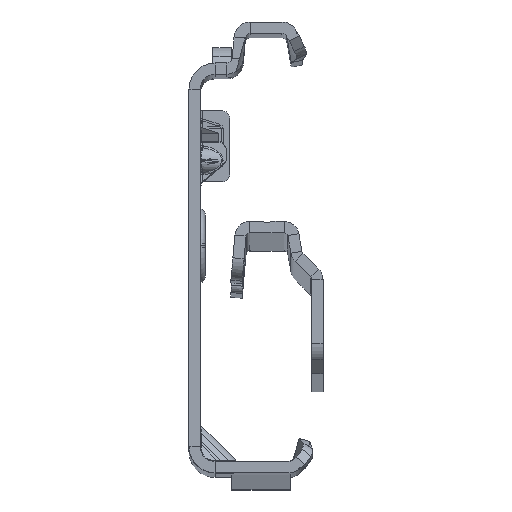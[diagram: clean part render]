
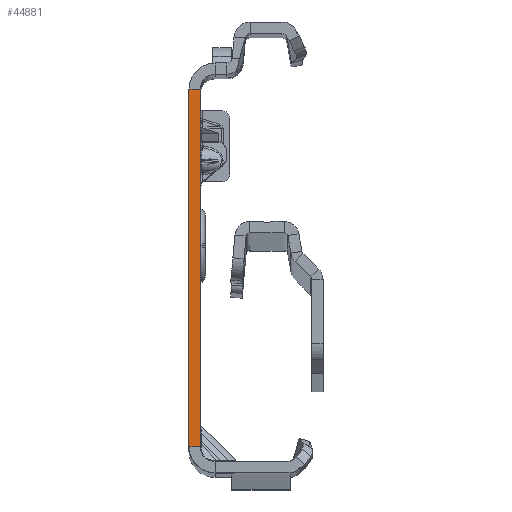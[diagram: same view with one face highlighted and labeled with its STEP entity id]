
A CAD part, top view. The second image highlights one B-rep face of the part: STEP entity #44881.
In plain terms, the highlighted planar face has unit normal (0, 0, 1).
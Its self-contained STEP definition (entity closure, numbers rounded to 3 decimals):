
#4499 = EDGE_CURVE ( 'NONE', #37501, #36378, #24908, .T. ) ;
#4531 = DIRECTION ( 'NONE',  ( -1., 0., 0. ) ) ;
#4991 = DIRECTION ( 'NONE',  ( -1., 0., 0. ) ) ;
#6969 = EDGE_LOOP ( 'NONE', ( #40645, #22006, #47979, #26254 ) ) ;
#12070 = CARTESIAN_POINT ( 'NONE',  ( 0., -25.865, 0. ) ) ;
#15145 = FACE_OUTER_BOUND ( 'NONE', #6969, .T. ) ;
#16224 = CARTESIAN_POINT ( 'NONE',  ( -1.5, 22.135, 0. ) ) ;
#16478 = PLANE ( 'NONE',  #35064 ) ;
#16789 = VECTOR ( 'NONE', #4531, 1000. ) ;
#16818 = CARTESIAN_POINT ( 'NONE',  ( -1.5, -27.865, 0. ) ) ;
#17217 = LINE ( 'NONE', #12070, #16789 ) ;
#21777 = EDGE_CURVE ( 'NONE', #26842, #37501, #33593, .T. ) ;
#22006 = ORIENTED_EDGE ( 'NONE', *, *, #21777, .T. ) ;
#24368 = VECTOR ( 'NONE', #38478, 1000. ) ;
#24531 = LINE ( 'NONE', #53388, #24368 ) ;
#24908 = LINE ( 'NONE', #16818, #42598 ) ;
#25102 = DIRECTION ( 'NONE',  ( 1., 0., 0. ) ) ;
#25242 = VERTEX_POINT ( 'NONE', #28550 ) ;
#25899 = CARTESIAN_POINT ( 'NONE',  ( -1.5, -25.865, 0. ) ) ;
#26254 = ORIENTED_EDGE ( 'NONE', *, *, #42505, .F. ) ;
#26842 = VERTEX_POINT ( 'NONE', #46772 ) ;
#28550 = CARTESIAN_POINT ( 'NONE',  ( 0., -25.865, 0. ) ) ;
#33214 = DIRECTION ( 'NONE',  ( 0., 0., 1. ) ) ;
#33593 = LINE ( 'NONE', #41964, #44283 ) ;
#34313 = DIRECTION ( 'NONE',  ( 0., -1., 0. ) ) ;
#35064 = AXIS2_PLACEMENT_3D ( 'NONE', #42364, #33214, #25102 ) ;
#36378 = VERTEX_POINT ( 'NONE', #25899 ) ;
#37501 = VERTEX_POINT ( 'NONE', #16224 ) ;
#38478 = DIRECTION ( 'NONE',  ( 0., -1., 0. ) ) ;
#39249 = EDGE_CURVE ( 'NONE', #26842, #25242, #24531, .T. ) ;
#40645 = ORIENTED_EDGE ( 'NONE', *, *, #39249, .F. ) ;
#41964 = CARTESIAN_POINT ( 'NONE',  ( 0., 22.135, 0. ) ) ;
#42364 = CARTESIAN_POINT ( 'NONE',  ( -1.5, -27.865, 0. ) ) ;
#42505 = EDGE_CURVE ( 'NONE', #25242, #36378, #17217, .T. ) ;
#42598 = VECTOR ( 'NONE', #34313, 1000. ) ;
#44283 = VECTOR ( 'NONE', #4991, 1000. ) ;
#44881 = ADVANCED_FACE ( 'NONE', ( #15145 ), #16478, .T. ) ;
#46772 = CARTESIAN_POINT ( 'NONE',  ( 0., 22.135, 0. ) ) ;
#47979 = ORIENTED_EDGE ( 'NONE', *, *, #4499, .T. ) ;
#53388 = CARTESIAN_POINT ( 'NONE',  ( 0., -27.865, 0. ) ) ;
